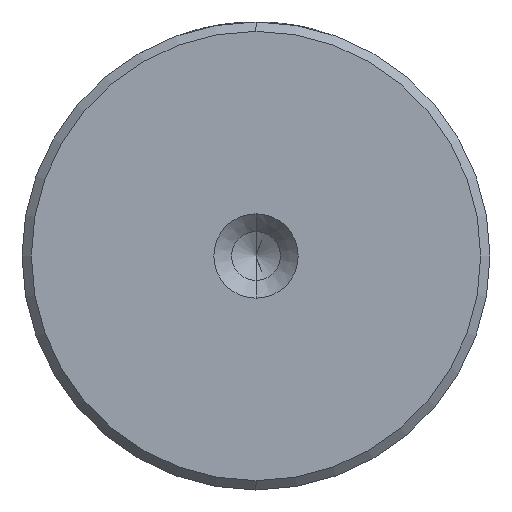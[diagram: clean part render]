
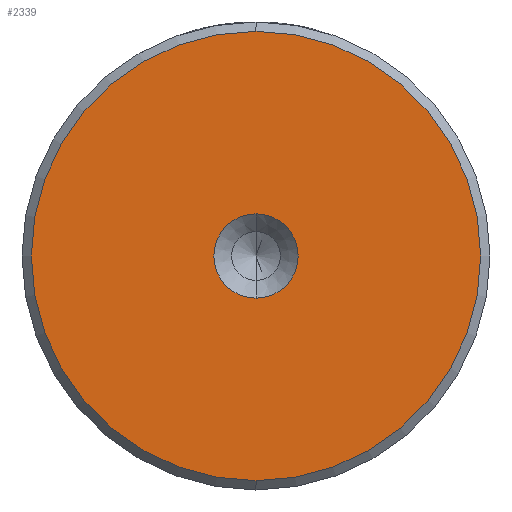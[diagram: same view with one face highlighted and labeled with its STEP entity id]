
A CAD part, left-side view. The second image highlights one B-rep face of the part: STEP entity #2339.
In plain terms, the highlighted planar face has unit normal (-1, 0, 0).
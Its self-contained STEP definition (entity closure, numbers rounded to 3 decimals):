
#78 = DIRECTION ( 'NONE',  ( 0., 0., 1. ) ) ;
#117 = EDGE_CURVE ( 'NONE', #1214, #1674, #1503, .T. ) ;
#120 = CARTESIAN_POINT ( 'NONE',  ( 0., 0., -2.25 ) ) ;
#171 = AXIS2_PLACEMENT_3D ( 'NONE', #2215, #1040, #2388 ) ;
#323 = FACE_BOUND ( 'NONE', #2411, .T. ) ;
#345 = ORIENTED_EDGE ( 'NONE', *, *, #117, .F. ) ;
#441 = CARTESIAN_POINT ( 'NONE',  ( 0., 0., 0. ) ) ;
#471 = CARTESIAN_POINT ( 'NONE',  ( 0., 0., 0. ) ) ;
#531 = EDGE_CURVE ( 'NONE', #1550, #1110, #1872, .T. ) ;
#631 = FACE_OUTER_BOUND ( 'NONE', #1760, .T. ) ;
#638 = DIRECTION ( 'NONE',  ( 0., 0., 1. ) ) ;
#664 = DIRECTION ( 'NONE',  ( 0., 0., 1. ) ) ;
#736 = AXIS2_PLACEMENT_3D ( 'NONE', #471, #1832, #664 ) ;
#847 = CIRCLE ( 'NONE', #171, 12. ) ;
#981 = DIRECTION ( 'NONE',  ( -1., 0., 0. ) ) ;
#1040 = DIRECTION ( 'NONE',  ( -1., 0., 0. ) ) ;
#1110 = VERTEX_POINT ( 'NONE', #2235 ) ;
#1214 = VERTEX_POINT ( 'NONE', #120 ) ;
#1222 = ORIENTED_EDGE ( 'NONE', *, *, #531, .T. ) ;
#1236 = DIRECTION ( 'NONE',  ( -1., 0., 0. ) ) ;
#1320 = ORIENTED_EDGE ( 'NONE', *, *, #1930, .T. ) ;
#1503 = CIRCLE ( 'NONE', #2244, 2.25 ) ;
#1550 = VERTEX_POINT ( 'NONE', #1565 ) ;
#1565 = CARTESIAN_POINT ( 'NONE',  ( 0., 0., 12. ) ) ;
#1633 = CARTESIAN_POINT ( 'NONE',  ( 0., 0., 2.25 ) ) ;
#1673 = EDGE_CURVE ( 'NONE', #1674, #1214, #1789, .T. ) ;
#1674 = VERTEX_POINT ( 'NONE', #1633 ) ;
#1760 = EDGE_LOOP ( 'NONE', ( #1320, #1222 ) ) ;
#1789 = CIRCLE ( 'NONE', #736, 2.25 ) ;
#1803 = DIRECTION ( 'NONE',  ( -1., 0., 0. ) ) ;
#1832 = DIRECTION ( 'NONE',  ( -1., 0., 0. ) ) ;
#1872 = CIRCLE ( 'NONE', #2010, 12. ) ;
#1930 = EDGE_CURVE ( 'NONE', #1110, #1550, #847, .T. ) ;
#1936 = ORIENTED_EDGE ( 'NONE', *, *, #1673, .F. ) ;
#1954 = CARTESIAN_POINT ( 'NONE',  ( 0., 0., 0. ) ) ;
#2010 = AXIS2_PLACEMENT_3D ( 'NONE', #441, #1803, #638 ) ;
#2149 = PLANE ( 'NONE',  #2336 ) ;
#2215 = CARTESIAN_POINT ( 'NONE',  ( 0., 0., 0. ) ) ;
#2235 = CARTESIAN_POINT ( 'NONE',  ( 0., 0., -12. ) ) ;
#2244 = AXIS2_PLACEMENT_3D ( 'NONE', #2391, #1236, #78 ) ;
#2336 = AXIS2_PLACEMENT_3D ( 'NONE', #1954, #981, #2341 ) ;
#2339 = ADVANCED_FACE ( 'NONE', ( #631, #323 ), #2149, .T. ) ;
#2341 = DIRECTION ( 'NONE',  ( 0., 0., 1. ) ) ;
#2388 = DIRECTION ( 'NONE',  ( 0., 0., 1. ) ) ;
#2391 = CARTESIAN_POINT ( 'NONE',  ( 0., 0., 0. ) ) ;
#2411 = EDGE_LOOP ( 'NONE', ( #1936, #345 ) ) ;
